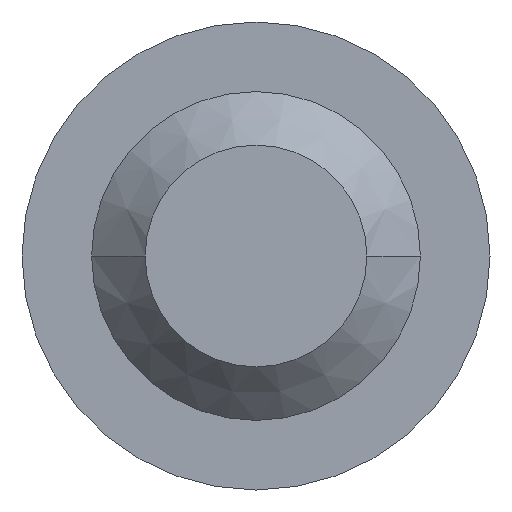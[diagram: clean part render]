
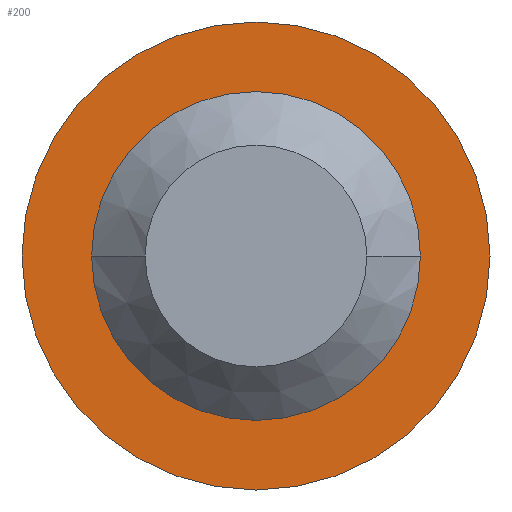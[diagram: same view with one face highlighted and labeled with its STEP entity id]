
A CAD part, left-side view. The second image highlights one B-rep face of the part: STEP entity #200.
In plain terms, the highlighted planar face has unit normal (-1, 0, 0).
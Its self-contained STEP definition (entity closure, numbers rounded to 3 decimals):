
#28=CARTESIAN_POINT('',(14.58,0.,0.));
#29=DIRECTION('',(-1.,0.,0.));
#30=DIRECTION('',(0.,1.,0.));
#31=AXIS2_PLACEMENT_3D('',#28,#29,#30);
#42=CARTESIAN_POINT('',(14.58,0.,0.));
#43=DIRECTION('',(1.,0.,0.));
#44=DIRECTION('',(0.,1.,0.));
#45=AXIS2_PLACEMENT_3D('',#42,#43,#44);
#47=CARTESIAN_POINT('',(14.58,0.,0.));
#48=DIRECTION('',(1.,0.,0.));
#49=DIRECTION('',(0.,1.,0.));
#50=AXIS2_PLACEMENT_3D('',#47,#48,#49);
#52=CARTESIAN_POINT('',(14.58,0.,0.));
#53=DIRECTION('',(-1.,0.,0.));
#54=DIRECTION('',(0.,1.,0.));
#55=AXIS2_PLACEMENT_3D('',#52,#53,#54);
#93=CARTESIAN_POINT('',(14.58,2.185,0.));
#94=CARTESIAN_POINT('',(14.58,-2.185,0.));
#95=VERTEX_POINT('',#93);
#96=VERTEX_POINT('',#94);
#97=CARTESIAN_POINT('',(14.58,1.535,0.));
#98=CARTESIAN_POINT('',(14.58,-1.535,0.));
#99=VERTEX_POINT('',#97);
#100=VERTEX_POINT('',#98);
#185=CARTESIAN_POINT('',(14.58,0.,0.));
#186=DIRECTION('',(1.,0.,0.));
#187=DIRECTION('',(0.,-1.,0.));
#188=AXIS2_PLACEMENT_3D('',#185,#186,#187);
#189=PLANE('',#188);
#191=ORIENTED_EDGE('',*,*,#190,.T.);
#193=ORIENTED_EDGE('',*,*,#192,.F.);
#194=EDGE_LOOP('',(#191,#193));
#195=FACE_OUTER_BOUND('',#194,.F.);
#196=ORIENTED_EDGE('',*,*,#165,.T.);
#197=ORIENTED_EDGE('',*,*,#179,.F.);
#198=EDGE_LOOP('',(#196,#197));
#199=FACE_BOUND('',#198,.F.);
#200=ADVANCED_FACE('',(#195,#199),#189,.F.);
#32=CIRCLE('',#31,1.535);
#46=CIRCLE('',#45,1.535);
#51=CIRCLE('',#50,2.185);
#56=CIRCLE('',#55,2.185);
#165=EDGE_CURVE('',#99,#100,#32,.T.);
#179=EDGE_CURVE('',#99,#100,#46,.T.);
#190=EDGE_CURVE('',#95,#96,#51,.T.);
#192=EDGE_CURVE('',#95,#96,#56,.T.);
